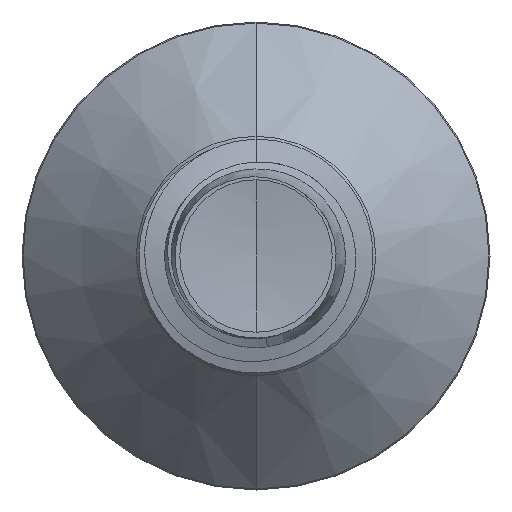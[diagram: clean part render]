
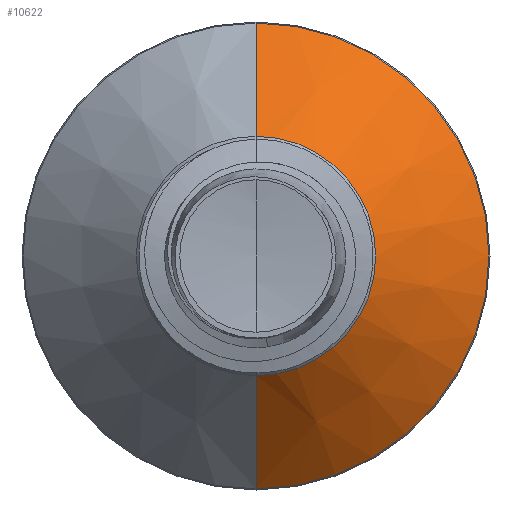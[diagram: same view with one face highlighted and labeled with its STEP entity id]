
A CAD part, front view. The second image highlights one B-rep face of the part: STEP entity #10622.
In plain terms, the highlighted conical face has half-angle 45 degrees and reference radius 2.302 mm.
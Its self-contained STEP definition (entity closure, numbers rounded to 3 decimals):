
#89 = CARTESIAN_POINT ( 'NONE',  ( 0., 4.28, -4.48 ) ) ;
#528 = EDGE_CURVE ( 'NONE', #9338, #1984, #9682, .T. ) ;
#586 = CARTESIAN_POINT ( 'NONE',  ( 0., 2.102, -2.302 ) ) ;
#1033 = CARTESIAN_POINT ( 'NONE',  ( 0., 2.102, -2.302 ) ) ;
#1144 = DIRECTION ( 'NONE',  ( 0., 1., 0. ) ) ;
#1261 = VECTOR ( 'NONE', #8766, 1000. ) ;
#1591 = ORIENTED_EDGE ( 'NONE', *, *, #528, .T. ) ;
#1671 = FACE_OUTER_BOUND ( 'NONE', #4033, .T. ) ;
#1738 = EDGE_CURVE ( 'NONE', #1984, #2674, #10306, .T. ) ;
#1828 = CARTESIAN_POINT ( 'NONE',  ( 0., 2.102, 2.302 ) ) ;
#1984 = VERTEX_POINT ( 'NONE', #1033 ) ;
#2674 = VERTEX_POINT ( 'NONE', #89 ) ;
#3150 = CARTESIAN_POINT ( 'NONE',  ( 0., 4.28, 0. ) ) ;
#3269 = VERTEX_POINT ( 'NONE', #4590 ) ;
#3880 = VECTOR ( 'NONE', #4791, 1000. ) ;
#3967 = DIRECTION ( 'NONE',  ( 0., 0., 1. ) ) ;
#4033 = EDGE_LOOP ( 'NONE', ( #1591, #6000, #8127, #10216 ) ) ;
#4511 = AXIS2_PLACEMENT_3D ( 'NONE', #3150, #8820, #3967 ) ;
#4590 = CARTESIAN_POINT ( 'NONE',  ( 0., 4.28, 4.48 ) ) ;
#4636 = CIRCLE ( 'NONE', #4511, 4.48 ) ;
#4791 = DIRECTION ( 'NONE',  ( 0., 0.707, -0.707 ) ) ;
#4816 = DIRECTION ( 'NONE',  ( 0., 0., 1. ) ) ;
#5267 = EDGE_CURVE ( 'NONE', #9338, #3269, #9917, .T. ) ;
#6000 = ORIENTED_EDGE ( 'NONE', *, *, #1738, .T. ) ;
#6140 = CARTESIAN_POINT ( 'NONE',  ( 0., 2.102, 0. ) ) ;
#6391 = DIRECTION ( 'NONE',  ( 0., 1., 0. ) ) ;
#6438 = EDGE_CURVE ( 'NONE', #3269, #2674, #4636, .T. ) ;
#6457 = CARTESIAN_POINT ( 'NONE',  ( 0., 2.102, 0. ) ) ;
#6948 = DIRECTION ( 'NONE',  ( 0., 0., 1. ) ) ;
#7712 = CONICAL_SURFACE ( 'NONE', #7744, 2.302, 0.785 ) ;
#7744 = AXIS2_PLACEMENT_3D ( 'NONE', #6457, #6391, #4816 ) ;
#8127 = ORIENTED_EDGE ( 'NONE', *, *, #6438, .F. ) ;
#8766 = DIRECTION ( 'NONE',  ( 0., 0.707, 0.707 ) ) ;
#8820 = DIRECTION ( 'NONE',  ( 0., 1., 0. ) ) ;
#8907 = AXIS2_PLACEMENT_3D ( 'NONE', #6140, #1144, #6948 ) ;
#9338 = VERTEX_POINT ( 'NONE', #1828 ) ;
#9682 = CIRCLE ( 'NONE', #8907, 2.302 ) ;
#9917 = LINE ( 'NONE', #10352, #1261 ) ;
#10216 = ORIENTED_EDGE ( 'NONE', *, *, #5267, .F. ) ;
#10306 = LINE ( 'NONE', #586, #3880 ) ;
#10352 = CARTESIAN_POINT ( 'NONE',  ( 0., 2.102, 2.302 ) ) ;
#10622 = ADVANCED_FACE ( 'NONE', ( #1671 ), #7712, .T. ) ;
